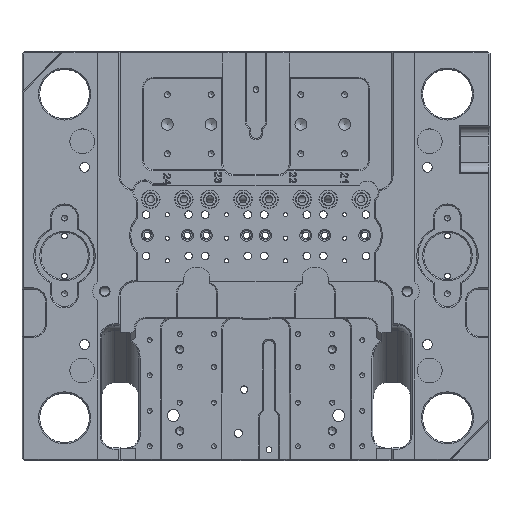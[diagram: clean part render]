
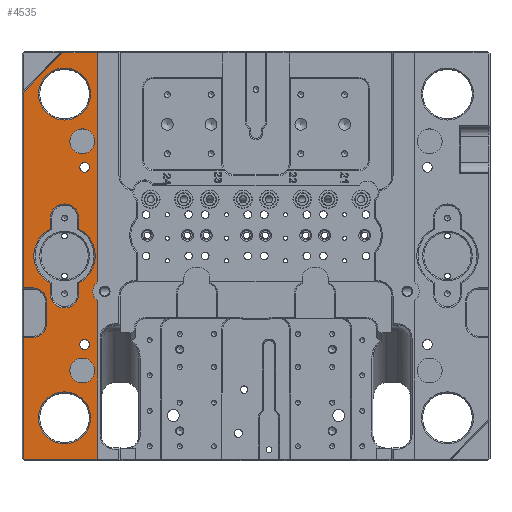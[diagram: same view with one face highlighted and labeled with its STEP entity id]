
A CAD part, top view. The second image highlights one B-rep face of the part: STEP entity #4535.
In plain terms, the highlighted planar face has unit normal (0, 0, 1).
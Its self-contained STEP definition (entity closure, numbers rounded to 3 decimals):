
#4535=ADVANCED_FACE('1746',(#13360,#13361,#13362,#13363,#13364,#13365,#13366,#13367),#13368,.T.);
#7467=EDGE_CURVE('9348',#18423,#18416,#18426,.T.);
#7475=EDGE_CURVE('9351',#18434,#18423,#18437,.T.);
#7481=EDGE_CURVE('9353',#18442,#18434,#18445,.T.);
#7487=EDGE_CURVE('9355',#18450,#18442,#18453,.T.);
#7497=EDGE_CURVE('9358',#18463,#18450,#18466,.T.);
#7507=EDGE_CURVE('9361',#18476,#18463,#18479,.T.);
#7513=EDGE_CURVE('9363',#18484,#18476,#18487,.T.);
#7519=EDGE_CURVE('9365',#18416,#18484,#18494,.T.);
#7641=EDGE_CURVE('8410',#18650,#18650,#18651,.T.);
#7643=EDGE_CURVE('8414',#18653,#18653,#18654,.T.);
#7645=EDGE_CURVE('3590',#18656,#18656,#18657,.T.);
#7647=EDGE_CURVE('3592',#18659,#18659,#18660,.T.);
#7649=EDGE_CURVE('4183',#18662,#18662,#18663,.T.);
#7651=EDGE_CURVE('4180',#18665,#18665,#18666,.T.);
#7653=EDGE_CURVE('8667',#18668,#18669,#18670,.T.);
#7655=EDGE_CURVE('8664',#18672,#18668,#18673,.T.);
#7657=EDGE_CURVE('8663',#18675,#18672,#18676,.T.);
#7659=EDGE_CURVE('8658',#18678,#18675,#18679,.T.);
#7661=EDGE_CURVE('8656',#18681,#18678,#18682,.T.);
#7663=EDGE_CURVE('8654',#18684,#18681,#18685,.T.);
#7665=EDGE_CURVE('8652',#18687,#18684,#18688,.T.);
#7667=EDGE_CURVE('8660',#18690,#18687,#18691,.T.);
#7669=EDGE_CURVE('8651',#18693,#18690,#18694,.T.);
#7671=EDGE_CURVE('8649',#18696,#18693,#18697,.T.);
#7673=EDGE_CURVE('8643',#18699,#18696,#18700,.T.);
#7675=EDGE_CURVE('8053',#18699,#18702,#18703,.T.);
#7677=EDGE_CURVE('8041',#18702,#18705,#18706,.T.);
#7679=EDGE_CURVE('8049',#18705,#18669,#18708,.T.);
#13360=FACE_BOUND('',#26261,.T.);
#13361=FACE_BOUND('',#26262,.T.);
#13362=FACE_BOUND('',#26263,.T.);
#13363=FACE_BOUND('',#26264,.T.);
#13364=FACE_BOUND('',#26265,.T.);
#13365=FACE_BOUND('',#26266,.T.);
#13366=FACE_OUTER_BOUND('',#26267,.T.);
#13367=FACE_BOUND('',#26268,.T.);
#13368=PLANE('',#26269);
#18416=VERTEX_POINT('',#31943);
#18423=VERTEX_POINT('',#31953);
#18426=CIRCLE('',#31958,26.0);
#18434=VERTEX_POINT('',#31970);
#18437=LINE('',#31975,#31976);
#18442=VERTEX_POINT('',#31984);
#18445=CIRCLE('',#31989,12.0);
#18450=VERTEX_POINT('',#31996);
#18453=LINE('',#32001,#32002);
#18463=VERTEX_POINT('',#32018);
#18466=CIRCLE('',#32023,26.0);
#18476=VERTEX_POINT('',#32038);
#18479=LINE('',#32043,#32044);
#18484=VERTEX_POINT('',#32052);
#18487=CIRCLE('',#32057,12.0);
#18494=LINE('',#32068,#32069);
#18650=VERTEX_POINT('',#32325);
#18651=CIRCLE('',#32326,22.0);
#18653=VERTEX_POINT('',#32329);
#18654=CIRCLE('',#32330,22.0);
#18656=VERTEX_POINT('',#32333);
#18657=CIRCLE('',#32334,4.1);
#18659=VERTEX_POINT('',#32337);
#18660=CIRCLE('',#32338,4.1);
#18662=VERTEX_POINT('',#32341);
#18663=CIRCLE('',#32342,10.5);
#18665=VERTEX_POINT('',#32345);
#18666=CIRCLE('',#32346,10.5);
#18668=VERTEX_POINT('',#32349);
#18669=VERTEX_POINT('',#32350);
#18670=LINE('',#32351,#32352);
#18672=VERTEX_POINT('',#32355);
#18673=LINE('',#32356,#32357);
#18675=VERTEX_POINT('',#32360);
#18676=LINE('',#32361,#32362);
#18678=VERTEX_POINT('',#32365);
#18679=LINE('',#32366,#32367);
#18681=VERTEX_POINT('',#32370);
#18682=CIRCLE('',#32371,12.0);
#18684=VERTEX_POINT('',#32374);
#18685=LINE('',#32375,#32376);
#18687=VERTEX_POINT('',#32379);
#18688=CIRCLE('',#32380,12.0);
#18690=VERTEX_POINT('',#32383);
#18691=LINE('',#32384,#32385);
#18693=VERTEX_POINT('',#32388);
#18694=LINE('',#32389,#32390);
#18696=VERTEX_POINT('',#32393);
#18697=LINE('',#32394,#32395);
#18699=VERTEX_POINT('',#32398);
#18700=LINE('',#32399,#32400);
#18702=VERTEX_POINT('',#32403);
#18703=LINE('',#32404,#32405);
#18705=VERTEX_POINT('',#32408);
#18706=CIRCLE('',#32409,10.0);
#18708=LINE('',#32412,#32413);
#26261=EDGE_LOOP('',(#47551));
#26262=EDGE_LOOP('',(#47552));
#26263=EDGE_LOOP('',(#47553));
#26264=EDGE_LOOP('',(#47554));
#26265=EDGE_LOOP('',(#47555));
#26266=EDGE_LOOP('',(#47556));
#26267=EDGE_LOOP('',(#47557,#47558,#47559,#47560,#47561,#47562,#47563,#47564,#47565,#47566,#47567,#47568,#47569,#47570));
#26268=EDGE_LOOP('',(#47571,#47572,#47573,#47574,#47575,#47576,#47577,#47578));
#26269=AXIS2_PLACEMENT_3D('',#47579,#47580,#47581);
#31943=CARTESIAN_POINT('',(-174.,-23.065,0.0));
#31953=CARTESIAN_POINT('',(-174.,23.065,0.0));
#31958=AXIS2_PLACEMENT_3D('',#59555,#59556,#59557);
#31970=CARTESIAN_POINT('',(-174.,32.,0.0));
#31975=CARTESIAN_POINT('',(-174.,0.,0.0));
#31976=VECTOR('',#59563,1.0);
#31984=CARTESIAN_POINT('',(-150.,32.,0.0));
#31989=AXIS2_PLACEMENT_3D('',#59566,#59567,#59568);
#31996=CARTESIAN_POINT('',(-150.,23.065,0.0));
#32001=CARTESIAN_POINT('',(-150.,0.,0.0));
#32002=VECTOR('',#59573,1.0);
#32018=CARTESIAN_POINT('',(-150.,-23.065,0.0));
#32023=AXIS2_PLACEMENT_3D('',#59580,#59581,#59582);
#32038=CARTESIAN_POINT('',(-150.,-32.,0.0));
#32043=CARTESIAN_POINT('',(-150.,0.,0.0));
#32044=VECTOR('',#59591,1.0);
#32052=CARTESIAN_POINT('',(-174.,-32.,0.0));
#32057=AXIS2_PLACEMENT_3D('',#59594,#59595,#59596);
#32068=CARTESIAN_POINT('',(-174.,0.,0.0));
#32069=VECTOR('',#59601,1.0);
#32325=CARTESIAN_POINT('',(-162.0,-115.0,0.0));
#32326=AXIS2_PLACEMENT_3D('',#59704,#59705,#59706);
#32329=CARTESIAN_POINT('',(-162.0,159.0,0.0));
#32330=AXIS2_PLACEMENT_3D('',#59707,#59708,#59709);
#32333=CARTESIAN_POINT('',(-145.0,70.9,0.0));
#32334=AXIS2_PLACEMENT_3D('',#59710,#59711,#59712);
#32337=CARTESIAN_POINT('',(-145.0,-79.1,0.0));
#32338=AXIS2_PLACEMENT_3D('',#59713,#59714,#59715);
#32341=CARTESIAN_POINT('',(-136.5,97.0,0.0));
#32342=AXIS2_PLACEMENT_3D('',#59716,#59717,#59718);
#32345=CARTESIAN_POINT('',(-136.5,-97.0,0.0));
#32346=AXIS2_PLACEMENT_3D('',#59719,#59720,#59721);
#32349=CARTESIAN_POINT('',(-163.586,172.0,0.0));
#32350=CARTESIAN_POINT('',(-134.0,172.0,0.0));
#32351=CARTESIAN_POINT('',(99.0,172.0,0.0));
#32352=VECTOR('',#59722,1.0);
#32355=CARTESIAN_POINT('',(-197.0,138.586,0.0));
#32356=CARTESIAN_POINT('',(-178.043,157.543,0.0));
#32357=VECTOR('',#59723,1.0);
#32360=CARTESIAN_POINT('',(-197.0,-27.,0.0));
#32361=CARTESIAN_POINT('',(-197.0,86.5,0.0));
#32362=VECTOR('',#59724,1.0);
#32365=CARTESIAN_POINT('',(-189.0,-27.,0.0));
#32366=CARTESIAN_POINT('',(-94.0,-27.,0.0));
#32367=VECTOR('',#59725,1.0);
#32370=CARTESIAN_POINT('',(-177.0,-39.,0.0));
#32371=AXIS2_PLACEMENT_3D('',#59726,#59727,#59728);
#32374=CARTESIAN_POINT('',(-177.0,-57.,0.0));
#32375=CARTESIAN_POINT('',(-177.0,-24.,0.0));
#32376=VECTOR('',#59729,1.0);
#32379=CARTESIAN_POINT('',(-189.0,-69.,0.0));
#32380=AXIS2_PLACEMENT_3D('',#59730,#59731,#59732);
#32383=CARTESIAN_POINT('',(-197.0,-69.,0.0));
#32384=CARTESIAN_POINT('',(-94.0,-69.,0.0));
#32385=VECTOR('',#59733,1.0);
#32388=CARTESIAN_POINT('',(-197.0,-170.586,0.0));
#32389=CARTESIAN_POINT('',(-197.0,86.5,0.0));
#32390=VECTOR('',#59734,1.0);
#32393=CARTESIAN_POINT('',(-195.586,-172.0,0.0));
#32394=CARTESIAN_POINT('',(-190.043,-177.543,0.0));
#32395=VECTOR('',#59735,1.0);
#32398=CARTESIAN_POINT('',(-134.0,-172.0,0.0));
#32399=CARTESIAN_POINT('',(-99.0,-172.0,0.0));
#32400=VECTOR('',#59736,1.0);
#32403=CARTESIAN_POINT('',(-134.0,-38.0,0.0));
#32404=CARTESIAN_POINT('',(-134.0,0.,0.0));
#32405=VECTOR('',#59737,1.0);
#32408=CARTESIAN_POINT('',(-134.0,-22.0,0.0));
#32409=AXIS2_PLACEMENT_3D('',#59738,#59739,#59740);
#32412=CARTESIAN_POINT('',(-134.0,0.,0.0));
#32413=VECTOR('',#59741,1.0);
#47551=ORIENTED_EDGE('',*,*,#7641,.F.);
#47552=ORIENTED_EDGE('',*,*,#7643,.F.);
#47553=ORIENTED_EDGE('',*,*,#7645,.T.);
#47554=ORIENTED_EDGE('',*,*,#7647,.T.);
#47555=ORIENTED_EDGE('',*,*,#7649,.T.);
#47556=ORIENTED_EDGE('',*,*,#7651,.T.);
#47557=ORIENTED_EDGE('',*,*,#7653,.F.);
#47558=ORIENTED_EDGE('',*,*,#7655,.F.);
#47559=ORIENTED_EDGE('',*,*,#7657,.F.);
#47560=ORIENTED_EDGE('',*,*,#7659,.F.);
#47561=ORIENTED_EDGE('',*,*,#7661,.F.);
#47562=ORIENTED_EDGE('',*,*,#7663,.F.);
#47563=ORIENTED_EDGE('',*,*,#7665,.F.);
#47564=ORIENTED_EDGE('',*,*,#7667,.F.);
#47565=ORIENTED_EDGE('',*,*,#7669,.F.);
#47566=ORIENTED_EDGE('',*,*,#7671,.F.);
#47567=ORIENTED_EDGE('',*,*,#7673,.F.);
#47568=ORIENTED_EDGE('',*,*,#7675,.T.);
#47569=ORIENTED_EDGE('',*,*,#7677,.T.);
#47570=ORIENTED_EDGE('',*,*,#7679,.T.);
#47571=ORIENTED_EDGE('',*,*,#7467,.F.);
#47572=ORIENTED_EDGE('',*,*,#7475,.F.);
#47573=ORIENTED_EDGE('',*,*,#7481,.F.);
#47574=ORIENTED_EDGE('',*,*,#7487,.F.);
#47575=ORIENTED_EDGE('',*,*,#7497,.F.);
#47576=ORIENTED_EDGE('',*,*,#7507,.F.);
#47577=ORIENTED_EDGE('',*,*,#7513,.F.);
#47578=ORIENTED_EDGE('',*,*,#7519,.F.);
#47579=CARTESIAN_POINT('',(0.,0.0,0.0));
#47580=DIRECTION('',(0.0,0.0,1.0));
#47581=DIRECTION('',(1.0,0.0,0.0));
#59555=CARTESIAN_POINT('',(-162.,0.,0.0));
#59556=DIRECTION('',(0.0,0.0,1.0));
#59557=DIRECTION('',(-1.0,0.,0.0));
#59563=DIRECTION('',(-0.0,-1.0,0.0));
#59566=CARTESIAN_POINT('',(-162.,32.,0.0));
#59567=DIRECTION('',(0.0,-0.0,1.0));
#59568=DIRECTION('',(0.0,1.0,0.0));
#59573=DIRECTION('',(-0.0,1.0,-0.0));
#59580=CARTESIAN_POINT('',(-162.,0.,0.0));
#59581=DIRECTION('',(0.0,0.0,1.0));
#59582=DIRECTION('',(1.0,0.0,0.0));
#59591=DIRECTION('',(-0.0,1.0,-0.0));
#59594=CARTESIAN_POINT('',(-162.,-32.,0.0));
#59595=DIRECTION('',(0.0,0.0,1.0));
#59596=DIRECTION('',(0.0,-1.0,0.0));
#59601=DIRECTION('',(-0.0,-1.0,0.0));
#59704=CARTESIAN_POINT('',(-162.0,-137.0,0.0));
#59705=DIRECTION('',(0.0,0.0,1.0));
#59706=DIRECTION('',(0.0,-1.0,0.0));
#59707=CARTESIAN_POINT('',(-162.0,137.0,0.0));
#59708=DIRECTION('',(0.0,0.0,1.0));
#59709=DIRECTION('',(0.0,-1.0,0.0));
#59710=CARTESIAN_POINT('',(-145.0,75.0,0.0));
#59711=DIRECTION('',(0.0,0.0,-1.0));
#59712=DIRECTION('',(0.0,1.0,0.0));
#59713=CARTESIAN_POINT('',(-145.0,-75.0,0.0));
#59714=DIRECTION('',(0.0,0.0,-1.0));
#59715=DIRECTION('',(0.0,1.0,0.0));
#59716=CARTESIAN_POINT('',(-147.0,97.0,0.0));
#59717=DIRECTION('',(0.0,0.0,-1.0));
#59718=DIRECTION('',(1.0,0.0,0.0));
#59719=CARTESIAN_POINT('',(-147.0,-97.0,0.0));
#59720=DIRECTION('',(0.0,0.0,-1.0));
#59721=DIRECTION('',(1.0,0.0,0.0));
#59722=DIRECTION('',(1.0,-0.0,-0.0));
#59723=DIRECTION('',(0.707,0.707,-0.0));
#59724=DIRECTION('',(-0.0,1.0,-0.0));
#59725=DIRECTION('',(-1.0,0.,0.0));
#59726=CARTESIAN_POINT('',(-189.0,-39.,0.0));
#59727=DIRECTION('',(0.0,-0.0,1.0));
#59728=DIRECTION('',(0.707,0.707,0.0));
#59729=DIRECTION('',(0.0,1.0,-0.0));
#59730=CARTESIAN_POINT('',(-189.0,-57.,0.0));
#59731=DIRECTION('',(0.0,0.0,1.0));
#59732=DIRECTION('',(0.707,-0.707,0.0));
#59733=DIRECTION('',(1.0,-0.0,-0.0));
#59734=DIRECTION('',(-0.0,1.0,-0.0));
#59735=DIRECTION('',(-0.707,0.707,0.0));
#59736=DIRECTION('',(-1.0,-0.0,0.0));
#59737=DIRECTION('',(0.,1.0,0.0));
#59738=CARTESIAN_POINT('',(-128.0,-30.0,0.0));
#59739=DIRECTION('',(0.0,0.0,-1.0));
#59740=DIRECTION('',(1.0,0.0,0.0));
#59741=DIRECTION('',(0.,1.0,0.0));
